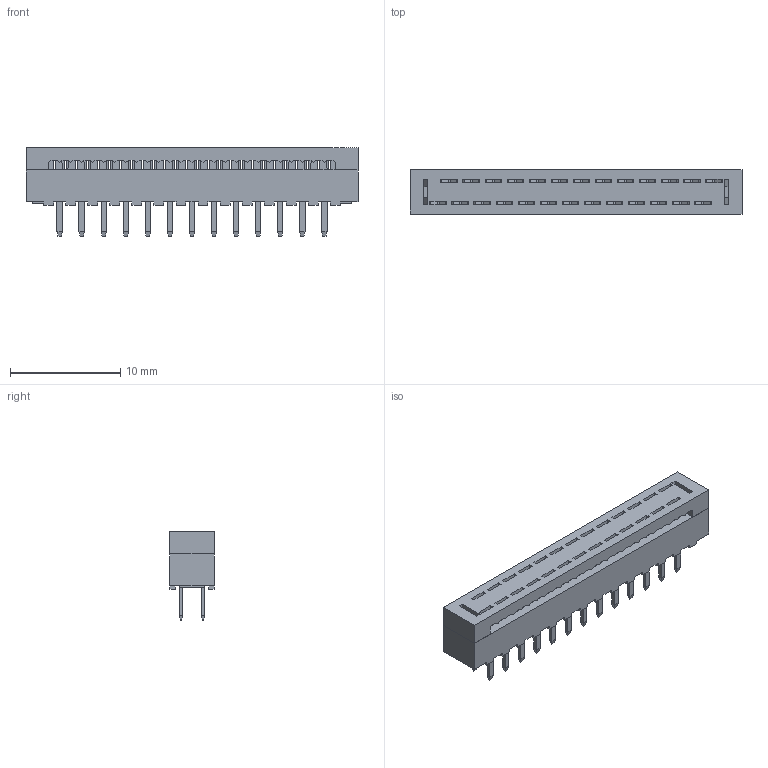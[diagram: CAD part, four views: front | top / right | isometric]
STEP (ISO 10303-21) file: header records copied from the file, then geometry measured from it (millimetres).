
FILE_DESCRIPTION( ( 'Unknown' ), '1' );
FILE_NAME( '62502622323.stp', 'Unknown', ( 'Unknown' ), ( 'Unknown' ), 'PSStep 15.0.49', 'Unknown', ' ' );
FILE_SCHEMA( ( 'AUTOMOTIVE_DESIGN { 1 0 10303 214 1 1 1 1 }' ) );
Length unit declared in the file: millimetre
Products named in the file (4): Assem1; 6250xx22323_PIN; 62502622323; 62502622323_PAD
Assembly tree (28 placements, depth 2):
  Assem1
    6250xx22323_PIN  x26
    62502622323
    62502622323_PAD
Bounding box: 30.1 x 4 x 8 mm (x, y, z)
Volume: 506.9 mm3; surface area: 1597.3 mm2
Topology: 28 solids, 28 shells, 953 faces, 2665 edges, 1740 vertices
Faces by surface type: plane 901, cylinder 52
Entity records: 21741 total; most frequent: CARTESIAN_POINT 3137, ORIENTED_EDGE 3130, DIRECTION 2833, EDGE_CURVE 1565, LINE 1361, VECTOR 1361, VERTEX_POINT 1040, AXIS2_PLACEMENT_3D 736
